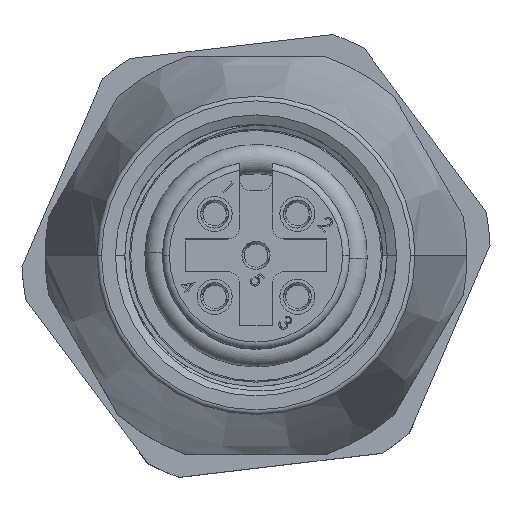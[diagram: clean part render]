
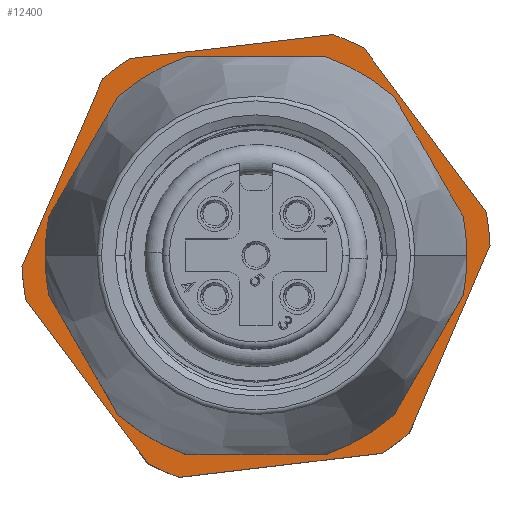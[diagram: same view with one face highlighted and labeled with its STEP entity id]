
A CAD part, top view. The second image highlights one B-rep face of the part: STEP entity #12400.
In plain terms, the highlighted planar face has unit normal (0, 0, 1).
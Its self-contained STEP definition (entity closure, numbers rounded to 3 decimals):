
#842 = CARTESIAN_POINT ( 'NONE',  ( 0., 0., 2.8 ) ) ;
#843 = DIRECTION ( 'NONE',  ( 0., 0., 1. ) ) ;
#844 = DIRECTION ( 'NONE',  ( 1., 0., 0. ) ) ;
#848 = CARTESIAN_POINT ( 'NONE',  ( 0., 0., 2.8 ) ) ;
#849 = DIRECTION ( 'NONE',  ( 0., 0., 1. ) ) ;
#850 = DIRECTION ( 'NONE',  ( 1., 0., 0. ) ) ;
#857 = CARTESIAN_POINT ( 'NONE',  ( 0., 0., 2.8 ) ) ;
#858 = DIRECTION ( 'NONE',  ( 0., 0., 1. ) ) ;
#859 = DIRECTION ( 'NONE',  ( 1., 0., 0. ) ) ;
#874 = CARTESIAN_POINT ( 'NONE',  ( 0., 0., 2.8 ) ) ;
#875 = DIRECTION ( 'NONE',  ( 0., 0., 1. ) ) ;
#876 = DIRECTION ( 'NONE',  ( 1., 0., 0. ) ) ;
#877 = CARTESIAN_POINT ( 'NONE',  ( 0., 0., 2.8 ) ) ;
#878 = DIRECTION ( 'NONE',  ( 0., 0., 1. ) ) ;
#879 = DIRECTION ( 'NONE',  ( 1., 0., 0. ) ) ;
#887 = CARTESIAN_POINT ( 'NONE',  ( 0., 0., 2.8 ) ) ;
#888 = DIRECTION ( 'NONE',  ( 0., 0., 1. ) ) ;
#889 = DIRECTION ( 'NONE',  ( 1., 0., 0. ) ) ;
#904 = CARTESIAN_POINT ( 'NONE',  ( 0., 0., 2.8 ) ) ;
#905 = DIRECTION ( 'NONE',  ( 0., 0., 1. ) ) ;
#906 = DIRECTION ( 'NONE',  ( 1., 0., 0. ) ) ;
#907 = CARTESIAN_POINT ( 'NONE',  ( 0., 0., 2.8 ) ) ;
#908 = DIRECTION ( 'NONE',  ( 0., 0., 1. ) ) ;
#909 = DIRECTION ( 'NONE',  ( 1., 0., 0. ) ) ;
#910 = DIRECTION ( 'NONE',  ( 0.5, -0.866, 0. ) ) ;
#911 = CARTESIAN_POINT ( 'NONE',  ( -16.835, 11.16, 2.8 ) ) ;
#917 = CARTESIAN_POINT ( 'NONE',  ( 0., 0., 2.8 ) ) ;
#918 = DIRECTION ( 'NONE',  ( 0., 0., 1. ) ) ;
#919 = DIRECTION ( 'NONE',  ( 1., 0., 0. ) ) ;
#920 = CARTESIAN_POINT ( 'NONE',  ( -18.082, -9., 2.8 ) ) ;
#921 = DIRECTION ( 'NONE',  ( 1., 0., 0. ) ) ;
#922 = CARTESIAN_POINT ( 'NONE',  ( 16.835, 11.16, 2.8 ) ) ;
#923 = DIRECTION ( 'NONE',  ( 0.5, 0.866, 0. ) ) ;
#924 = CARTESIAN_POINT ( 'NONE',  ( -1.247, 20.16, 2.8 ) ) ;
#925 = DIRECTION ( 'NONE',  ( -0.5, 0.866, 0. ) ) ;
#926 = CARTESIAN_POINT ( 'NONE',  ( -18.082, 9., 2.8 ) ) ;
#927 = DIRECTION ( 'NONE',  ( -1., 0., 0. ) ) ;
#928 = CARTESIAN_POINT ( 'NONE',  ( 1.247, 20.16, 2.8 ) ) ;
#929 = DIRECTION ( 'NONE',  ( -0.5, -0.866, 0. ) ) ;
#2257 = ORIENTED_EDGE ( 'NONE', *, *, #14046, .T. ) ;
#2258 = ORIENTED_EDGE ( 'NONE', *, *, #14024, .T. ) ;
#2259 = ORIENTED_EDGE ( 'NONE', *, *, #14045, .T. ) ;
#2260 = ORIENTED_EDGE ( 'NONE', *, *, #14034, .T. ) ;
#2261 = ORIENTED_EDGE ( 'NONE', *, *, #14044, .T. ) ;
#2262 = ORIENTED_EDGE ( 'NONE', *, *, #14028, .T. ) ;
#2263 = ORIENTED_EDGE ( 'NONE', *, *, #14043, .T. ) ;
#2280 = ORIENTED_EDGE ( 'NONE', *, *, #14037, .T. ) ;
#2281 = ORIENTED_EDGE ( 'NONE', *, *, #14042, .T. ) ;
#2282 = ORIENTED_EDGE ( 'NONE', *, *, #14022, .T. ) ;
#2283 = ORIENTED_EDGE ( 'NONE', *, *, #14041, .T. ) ;
#2284 = ORIENTED_EDGE ( 'NONE', *, *, #14012, .T. ) ;
#2285 = ORIENTED_EDGE ( 'NONE', *, *, #14016, .T. ) ;
#2286 = ORIENTED_EDGE ( 'NONE', *, *, #14010, .F. ) ;
#2287 = ORIENTED_EDGE ( 'NONE', *, *, #14040, .F. ) ;
#4063 = VERTEX_POINT ( 'NONE', #15728 ) ;
#4065 = VERTEX_POINT ( 'NONE', #15767 ) ;
#4068 = VERTEX_POINT ( 'NONE', #15730 ) ;
#4069 = VERTEX_POINT ( 'NONE', #15727 ) ;
#4074 = VERTEX_POINT ( 'NONE', #15545 ) ;
#4078 = VERTEX_POINT ( 'NONE', #15542 ) ;
#4084 = VERTEX_POINT ( 'NONE', #15535 ) ;
#4086 = VERTEX_POINT ( 'NONE', #15538 ) ;
#4087 = VERTEX_POINT ( 'NONE', #15531 ) ;
#4094 = VERTEX_POINT ( 'NONE', #15416 ) ;
#4096 = VERTEX_POINT ( 'NONE', #15421 ) ;
#4097 = VERTEX_POINT ( 'NONE', #15439 ) ;
#4099 = VERTEX_POINT ( 'NONE', #15441 ) ;
#4100 = VERTEX_POINT ( 'NONE', #15443 ) ;
#4109 = VERTEX_POINT ( 'NONE', #15460 ) ;
#4228 = EDGE_LOOP ( 'NONE', ( #2285, #2284, #2283, #2282, #2281, #2280, #2263, #2262, #2261, #2260, #2259, #2258, #2257 ) ) ;
#4540 = EDGE_LOOP ( 'NONE', ( #2287, #2286 ) ) ;
#5359 = PLANE ( 'NONE',  #13136 ) ;
#5361 = CARTESIAN_POINT ( 'NONE',  ( 0., 0., 2.8 ) ) ;
#5366 = DIRECTION ( 'NONE',  ( 0., 0., 1. ) ) ;
#5367 = DIRECTION ( 'NONE',  ( 1., 0., 0. ) ) ;
#9823 = VECTOR ( 'NONE', #910, 1000. ) ;
#9827 = CIRCLE ( 'NONE', #16142, 7.6 ) ;
#9831 = CIRCLE ( 'NONE', #16154, 10. ) ;
#9837 = CIRCLE ( 'NONE', #16157, 7.6 ) ;
#9871 = CIRCLE ( 'NONE', #16145, 10. ) ;
#9879 = CIRCLE ( 'NONE', #16155, 10. ) ;
#9887 = VECTOR ( 'NONE', #921, 1000. ) ;
#9920 = LINE ( 'NONE', #920, #9887 ) ;
#9946 = CIRCLE ( 'NONE', #16143, 10. ) ;
#9949 = CIRCLE ( 'NONE', #16151, 10. ) ;
#9961 = VECTOR ( 'NONE', #927, 1000. ) ;
#9965 = VECTOR ( 'NONE', #923, 1000. ) ;
#9972 = LINE ( 'NONE', #928, #9982 ) ;
#9982 = VECTOR ( 'NONE', #929, 1000. ) ;
#10012 = LINE ( 'NONE', #924, #10124 ) ;
#10014 = LINE ( 'NONE', #911, #9823 ) ;
#10043 = LINE ( 'NONE', #926, #9961 ) ;
#10060 = CIRCLE ( 'NONE', #16149, 10. ) ;
#10119 = LINE ( 'NONE', #922, #9965 ) ;
#10124 = VECTOR ( 'NONE', #925, 1000. ) ;
#10165 = CIRCLE ( 'NONE', #16148, 10. ) ;
#10243 = FACE_OUTER_BOUND ( 'NONE', #4228, .T. ) ;
#10248 = FACE_BOUND ( 'NONE', #4540, .T. ) ;
#12400 = ADVANCED_FACE ( 'NONE', ( #10248, #10243 ), #5359, .T. ) ;
#13136 = AXIS2_PLACEMENT_3D ( 'NONE', #5361, #5366, #5367 ) ;
#14010 = EDGE_CURVE ( 'NONE', #4097, #4096, #9827, .T. ) ;
#14012 = EDGE_CURVE ( 'NONE', #4100, #4099, #9946, .T. ) ;
#14016 = EDGE_CURVE ( 'NONE', #4109, #4100, #9871, .T. ) ;
#14022 = EDGE_CURVE ( 'NONE', #4087, #4084, #10165, .T. ) ;
#14024 = EDGE_CURVE ( 'NONE', #4094, #4086, #10060, .T. ) ;
#14028 = EDGE_CURVE ( 'NONE', #4074, #4078, #9949, .T. ) ;
#14034 = EDGE_CURVE ( 'NONE', #4068, #4063, #9831, .T. ) ;
#14037 = EDGE_CURVE ( 'NONE', #4069, #4065, #9879, .T. ) ;
#14040 = EDGE_CURVE ( 'NONE', #4096, #4097, #9837, .T. ) ;
#14041 = EDGE_CURVE ( 'NONE', #4099, #4087, #10014, .T. ) ;
#14042 = EDGE_CURVE ( 'NONE', #4084, #4069, #9920, .T. ) ;
#14043 = EDGE_CURVE ( 'NONE', #4065, #4074, #10119, .T. ) ;
#14044 = EDGE_CURVE ( 'NONE', #4078, #4068, #10012, .T. ) ;
#14045 = EDGE_CURVE ( 'NONE', #4063, #4094, #10043, .T. ) ;
#14046 = EDGE_CURVE ( 'NONE', #4086, #4109, #9972, .T. ) ;
#15416 = CARTESIAN_POINT ( 'NONE',  ( -4.359, 9., 2.8 ) ) ;
#15421 = CARTESIAN_POINT ( 'NONE',  ( 7.6, 0., 2.8 ) ) ;
#15439 = CARTESIAN_POINT ( 'NONE',  ( -7.6, 0., 2.8 ) ) ;
#15441 = CARTESIAN_POINT ( 'NONE',  ( -9.974, -0.725, 2.8 ) ) ;
#15443 = CARTESIAN_POINT ( 'NONE',  ( -10., 0., 2.8 ) ) ;
#15460 = CARTESIAN_POINT ( 'NONE',  ( -9.974, 0.725, 2.8 ) ) ;
#15531 = CARTESIAN_POINT ( 'NONE',  ( -5.615, -8.275, 2.8 ) ) ;
#15535 = CARTESIAN_POINT ( 'NONE',  ( -4.359, -9., 2.8 ) ) ;
#15538 = CARTESIAN_POINT ( 'NONE',  ( -5.615, 8.275, 2.8 ) ) ;
#15542 = CARTESIAN_POINT ( 'NONE',  ( 9.974, 0.725, 2.8 ) ) ;
#15545 = CARTESIAN_POINT ( 'NONE',  ( 9.974, -0.725, 2.8 ) ) ;
#15727 = CARTESIAN_POINT ( 'NONE',  ( 4.359, -9., 2.8 ) ) ;
#15728 = CARTESIAN_POINT ( 'NONE',  ( 4.359, 9., 2.8 ) ) ;
#15730 = CARTESIAN_POINT ( 'NONE',  ( 5.615, 8.275, 2.8 ) ) ;
#15767 = CARTESIAN_POINT ( 'NONE',  ( 5.615, -8.275, 2.8 ) ) ;
#16142 = AXIS2_PLACEMENT_3D ( 'NONE', #842, #843, #844 ) ;
#16143 = AXIS2_PLACEMENT_3D ( 'NONE', #848, #849, #850 ) ;
#16145 = AXIS2_PLACEMENT_3D ( 'NONE', #857, #858, #859 ) ;
#16148 = AXIS2_PLACEMENT_3D ( 'NONE', #874, #875, #876 ) ;
#16149 = AXIS2_PLACEMENT_3D ( 'NONE', #877, #878, #879 ) ;
#16151 = AXIS2_PLACEMENT_3D ( 'NONE', #887, #888, #889 ) ;
#16154 = AXIS2_PLACEMENT_3D ( 'NONE', #904, #905, #906 ) ;
#16155 = AXIS2_PLACEMENT_3D ( 'NONE', #907, #908, #909 ) ;
#16157 = AXIS2_PLACEMENT_3D ( 'NONE', #917, #918, #919 ) ;
